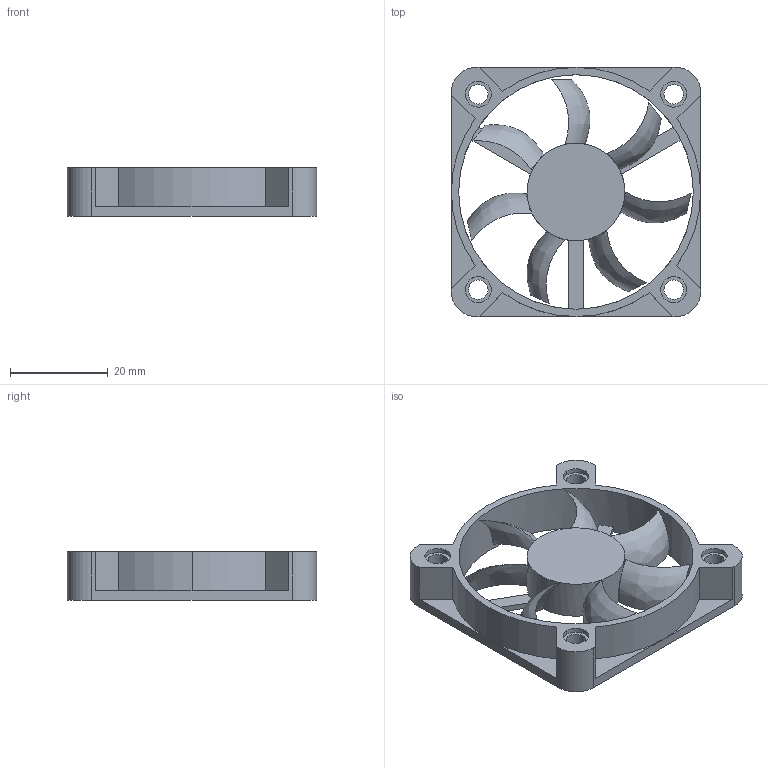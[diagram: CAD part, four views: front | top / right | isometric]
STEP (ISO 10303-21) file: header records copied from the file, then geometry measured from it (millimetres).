
FILE_DESCRIPTION (( 'STEP AP214' ), '1' );
FILE_NAME ('JAMICO FAN 50X50X10.stp.STEP', '2023-01-02T18:35:04', ( '' ), ( '' ), 'SwSTEP 2.0', 'SolidWorks 2021', '' );
FILE_SCHEMA (( 'AUTOMOTIVE_DESIGN' ));
Length unit declared in the file: millimetre
Products named in the file (1): JAMICO FAN 50X50X10.stp
Bounding box: 51 x 51 x 10 mm (x, y, z)
Volume: 8350.3 mm3; surface area: 9089 mm2
Topology: 1 solids, 1 shells, 123 faces, 293 edges, 175 vertices
Faces by surface type: cylinder 65, plane 44, bspline 14
Entity records: 5618 total; most frequent: CARTESIAN_POINT 1517, ORIENTED_EDGE 586, DIRECTION 518, EDGE_CURVE 293, AXIS2_PLACEMENT_3D 199, VERTEX_POINT 175, EDGE_LOOP 140, UNCERTAINTY_MEASURE_WITH_UNIT 126
